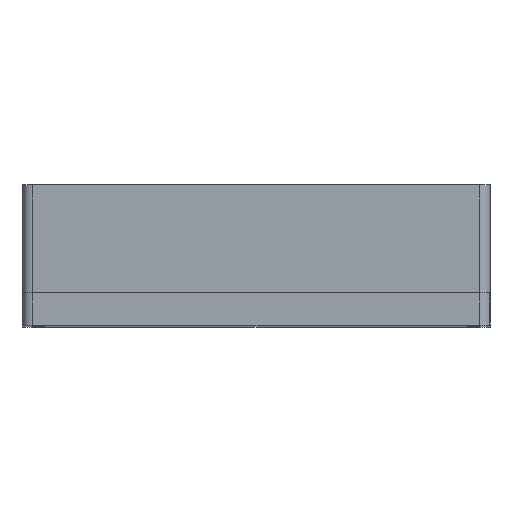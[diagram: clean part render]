
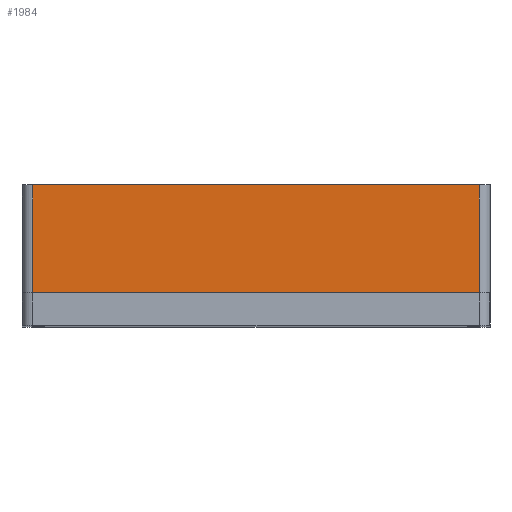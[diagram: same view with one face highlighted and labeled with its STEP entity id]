
A CAD part, top view. The second image highlights one B-rep face of the part: STEP entity #1984.
In plain terms, the highlighted planar face has unit normal (0, 0, 1).
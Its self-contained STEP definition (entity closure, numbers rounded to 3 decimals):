
#1037 = VERTEX_POINT ( 'NONE', #4889 ) ;
#1149 = EDGE_CURVE ( 'NONE', #3728, #5839, #6122, .T. ) ;
#1349 = ORIENTED_EDGE ( 'NONE', *, *, #5974, .T. ) ;
#1407 = ORIENTED_EDGE ( 'NONE', *, *, #2556, .T. ) ;
#1416 = VECTOR ( 'NONE', #2016, 1000. ) ;
#1468 = LINE ( 'NONE', #5268, #5762 ) ;
#1610 = CARTESIAN_POINT ( 'NONE',  ( 0., 8., 89. ) ) ;
#1647 = ORIENTED_EDGE ( 'NONE', *, *, #1149, .T. ) ;
#1918 = DIRECTION ( 'NONE',  ( 0., 1., 0. ) ) ;
#1984 = ADVANCED_FACE ( 'NONE', ( #3079 ), #3111, .F. ) ;
#2016 = DIRECTION ( 'NONE',  ( 1., 0., 0. ) ) ;
#2211 = EDGE_CURVE ( 'NONE', #3728, #1037, #2755, .T. ) ;
#2374 = VECTOR ( 'NONE', #4095, 1000. ) ;
#2446 = CARTESIAN_POINT ( 'NONE',  ( -61., -21.5, 89. ) ) ;
#2556 = EDGE_CURVE ( 'NONE', #5826, #1037, #1468, .T. ) ;
#2755 = LINE ( 'NONE', #1610, #5905 ) ;
#3058 = LINE ( 'NONE', #5786, #1416 ) ;
#3079 = FACE_OUTER_BOUND ( 'NONE', #6139, .T. ) ;
#3111 = PLANE ( 'NONE',  #6584 ) ;
#3180 = DIRECTION ( 'NONE',  ( 1., 0., 0. ) ) ;
#3728 = VERTEX_POINT ( 'NONE', #5566 ) ;
#4095 = DIRECTION ( 'NONE',  ( 0., -1., 0. ) ) ;
#4488 = CARTESIAN_POINT ( 'NONE',  ( -61., -21.5, 89. ) ) ;
#4889 = CARTESIAN_POINT ( 'NONE',  ( 61., 8., 89. ) ) ;
#5128 = DIRECTION ( 'NONE',  ( 0., 0., -1. ) ) ;
#5268 = CARTESIAN_POINT ( 'NONE',  ( 61., 269.473, 89. ) ) ;
#5566 = CARTESIAN_POINT ( 'NONE',  ( -61., 8., 89. ) ) ;
#5762 = VECTOR ( 'NONE', #1918, 1000. ) ;
#5786 = CARTESIAN_POINT ( 'NONE',  ( 0., -21.5, 89. ) ) ;
#5826 = VERTEX_POINT ( 'NONE', #6776 ) ;
#5839 = VERTEX_POINT ( 'NONE', #2446 ) ;
#5905 = VECTOR ( 'NONE', #3180, 1000. ) ;
#5974 = EDGE_CURVE ( 'NONE', #5839, #5826, #3058, .T. ) ;
#6122 = LINE ( 'NONE', #4488, #2374 ) ;
#6139 = EDGE_LOOP ( 'NONE', ( #1349, #1407, #6365, #1647 ) ) ;
#6365 = ORIENTED_EDGE ( 'NONE', *, *, #2211, .F. ) ;
#6584 = AXIS2_PLACEMENT_3D ( 'NONE', #6901, #5128, #6759 ) ;
#6759 = DIRECTION ( 'NONE',  ( -1., 0., 0. ) ) ;
#6776 = CARTESIAN_POINT ( 'NONE',  ( 61., -21.5, 89. ) ) ;
#6901 = CARTESIAN_POINT ( 'NONE',  ( 0., 269.473, 89. ) ) ;
